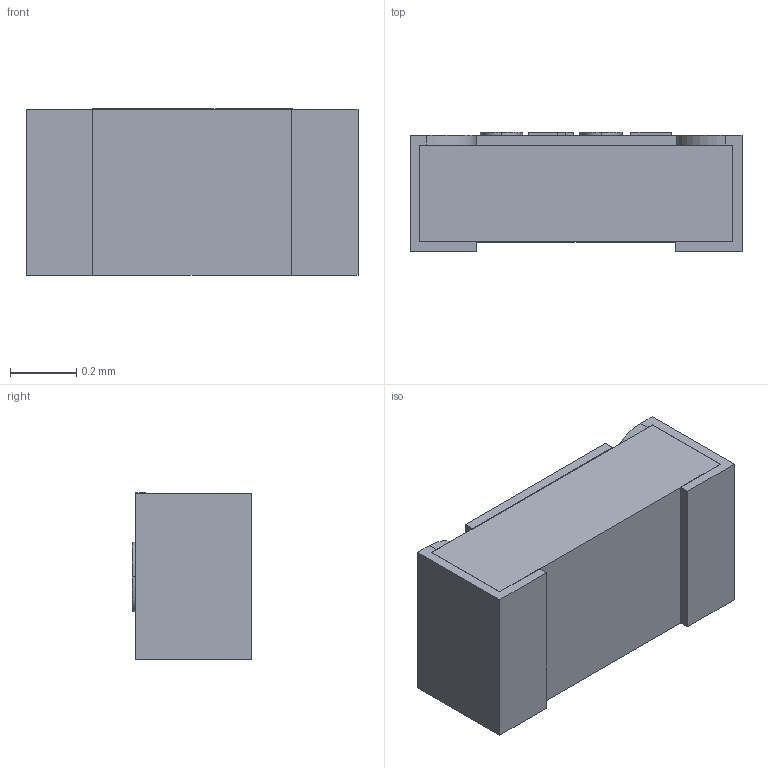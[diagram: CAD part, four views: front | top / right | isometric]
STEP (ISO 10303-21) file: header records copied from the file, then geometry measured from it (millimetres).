
FILE_DESCRIPTION(/* description */ (''),/* implementation_level */ '2;1');
FILE_NAME(/* name */ '0402_RES.stp',/* time_stamp */ '2016-08-23T17:48:10+08:00',/* author */ ('Antech-Enviro5'),/* organization */ (''),/* preprocessor_version */ 'ST-DEVELOPER v16.1',/* originating_system */ 'Autodesk Inventor 2016',/* authorisation */ '');
FILE_SCHEMA (('AUTOMOTIVE_DESIGN { 1 0 10303 214 3 1 1 }'));
Length unit declared in the file: millimetre
Products named in the file (4): capsule; innard; top_cover; 0402_RES
Assembly tree (4 placements, depth 2):
  0402_RES
    capsule  x2
    innard
    top_cover
Bounding box: 1 x 0.36 x 0.5 mm (x, y, z)
Volume: 0.2 mm3; surface area: 4 mm2
Topology: 4 solids, 4 shells, 98 faces, 249 edges, 166 vertices
Faces by surface type: plane 59, bspline 35, cylinder 4
Entity records: 2958 total; most frequent: CARTESIAN_POINT 983, ORIENTED_EDGE 438, DIRECTION 275, EDGE_CURVE 219, VERTEX_POINT 146, LINE 145, VECTOR 145, EDGE_LOOP 93
